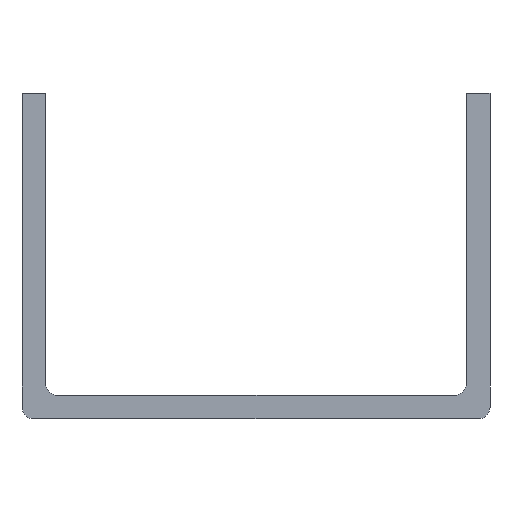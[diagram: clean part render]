
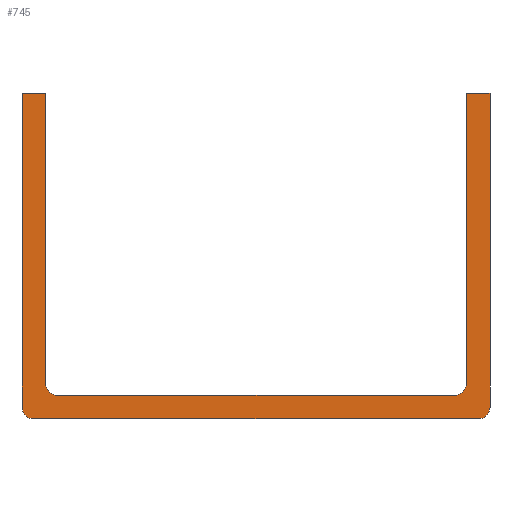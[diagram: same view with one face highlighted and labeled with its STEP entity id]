
A CAD part, front view. The second image highlights one B-rep face of the part: STEP entity #745.
In plain terms, the highlighted planar face has unit normal (0, -1, 0).
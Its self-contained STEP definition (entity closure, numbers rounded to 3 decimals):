
#18 = EDGE_CURVE ( 'NONE', #47, #1873, #522, .T. ) ;
#47 = VERTEX_POINT ( 'NONE', #645 ) ;
#62 = DIRECTION ( 'NONE',  ( 1., 0., 0. ) ) ;
#95 = PLANE ( 'NONE',  #896 ) ;
#106 = DIRECTION ( 'NONE',  ( 0., 1., 0. ) ) ;
#109 = DIRECTION ( 'NONE',  ( -1., 0., 0. ) ) ;
#123 = LINE ( 'NONE', #1641, #1293 ) ;
#124 = EDGE_CURVE ( 'NONE', #1194, #2107, #545, .T. ) ;
#185 = EDGE_CURVE ( 'NONE', #1367, #1051, #537, .T. ) ;
#210 = DIRECTION ( 'NONE',  ( 0., 0., 1. ) ) ;
#222 = CIRCLE ( 'NONE', #1722, 2. ) ;
#246 = EDGE_CURVE ( 'NONE', #719, #1051, #533, .T. ) ;
#263 = CARTESIAN_POINT ( 'NONE',  ( 37.5, -200., -27.5 ) ) ;
#274 = CARTESIAN_POINT ( 'NONE',  ( 37.5, -200., -25.5 ) ) ;
#287 = EDGE_CURVE ( 'NONE', #913, #1647, #1451, .T. ) ;
#319 = VECTOR ( 'NONE', #330, 1000. ) ;
#330 = DIRECTION ( 'NONE',  ( 0., 0., -1. ) ) ;
#346 = ORIENTED_EDGE ( 'NONE', *, *, #287, .F. ) ;
#367 = CARTESIAN_POINT ( 'NONE',  ( -39.5, -200., 27.5 ) ) ;
#373 = VERTEX_POINT ( 'NONE', #1461 ) ;
#388 = CARTESIAN_POINT ( 'NONE',  ( -33.5, -200., -21.5 ) ) ;
#410 = ORIENTED_EDGE ( 'NONE', *, *, #246, .F. ) ;
#430 = DIRECTION ( 'NONE',  ( 0., 0., -1. ) ) ;
#437 = VECTOR ( 'NONE', #2134, 1000. ) ;
#502 = ORIENTED_EDGE ( 'NONE', *, *, #1054, .T. ) ;
#522 = LINE ( 'NONE', #1526, #319 ) ;
#529 = ORIENTED_EDGE ( 'NONE', *, *, #1102, .T. ) ;
#533 = LINE ( 'NONE', #1233, #1098 ) ;
#537 = CIRCLE ( 'NONE', #2169, 2. ) ;
#545 = LINE ( 'NONE', #1730, #995 ) ;
#616 = AXIS2_PLACEMENT_3D ( 'NONE', #274, #955, #1783 ) ;
#623 = ORIENTED_EDGE ( 'NONE', *, *, #2035, .T. ) ;
#645 = CARTESIAN_POINT ( 'NONE',  ( 35.5, -200., 27.5 ) ) ;
#654 = VECTOR ( 'NONE', #1482, 1000. ) ;
#719 = VERTEX_POINT ( 'NONE', #263 ) ;
#730 = CIRCLE ( 'NONE', #616, 2. ) ;
#736 = CARTESIAN_POINT ( 'NONE',  ( 0., -200., 27.5 ) ) ;
#745 = ADVANCED_FACE ( 'NONE', ( #1458 ), #95, .F. ) ;
#751 = CARTESIAN_POINT ( 'NONE',  ( 0., -200., 27.5 ) ) ;
#768 = DIRECTION ( 'NONE',  ( 0., 0., 1. ) ) ;
#808 = CARTESIAN_POINT ( 'NONE',  ( 35.5, -200., -21.5 ) ) ;
#812 = VERTEX_POINT ( 'NONE', #1145 ) ;
#817 = EDGE_CURVE ( 'NONE', #1873, #2107, #222, .T. ) ;
#872 = CARTESIAN_POINT ( 'NONE',  ( 39.5, -200., 27.5 ) ) ;
#877 = DIRECTION ( 'NONE',  ( 0., -1., 0. ) ) ;
#896 = AXIS2_PLACEMENT_3D ( 'NONE', #1967, #106, #768 ) ;
#911 = AXIS2_PLACEMENT_3D ( 'NONE', #388, #1737, #210 ) ;
#913 = VERTEX_POINT ( 'NONE', #872 ) ;
#943 = ORIENTED_EDGE ( 'NONE', *, *, #1203, .T. ) ;
#955 = DIRECTION ( 'NONE',  ( 0., -1., 0. ) ) ;
#995 = VECTOR ( 'NONE', #62, 1000. ) ;
#1048 = CARTESIAN_POINT ( 'NONE',  ( -37.5, -200., -27.5 ) ) ;
#1051 = VERTEX_POINT ( 'NONE', #1048 ) ;
#1054 = EDGE_CURVE ( 'NONE', #812, #1517, #1743, .T. ) ;
#1060 = DIRECTION ( 'NONE',  ( -1., 0., 0. ) ) ;
#1073 = DIRECTION ( 'NONE',  ( 0., 0., 1. ) ) ;
#1098 = VECTOR ( 'NONE', #1909, 1000. ) ;
#1102 = EDGE_CURVE ( 'NONE', #373, #812, #1813, .T. ) ;
#1104 = CARTESIAN_POINT ( 'NONE',  ( 39.5, -200., -25.5 ) ) ;
#1130 = EDGE_CURVE ( 'NONE', #1517, #1367, #123, .T. ) ;
#1145 = CARTESIAN_POINT ( 'NONE',  ( -35.5, -200., 27.5 ) ) ;
#1157 = ORIENTED_EDGE ( 'NONE', *, *, #185, .T. ) ;
#1194 = VERTEX_POINT ( 'NONE', #1804 ) ;
#1203 = EDGE_CURVE ( 'NONE', #719, #1647, #730, .T. ) ;
#1233 = CARTESIAN_POINT ( 'NONE',  ( 0., -200., -27.5 ) ) ;
#1290 = VECTOR ( 'NONE', #109, 1000. ) ;
#1293 = VECTOR ( 'NONE', #430, 1000. ) ;
#1367 = VERTEX_POINT ( 'NONE', #1878 ) ;
#1368 = EDGE_LOOP ( 'NONE', ( #2180, #1157, #410, #943, #346, #1987, #1457, #1815, #2014, #623, #529, #502 ) ) ;
#1376 = DIRECTION ( 'NONE',  ( 0., 0., 1. ) ) ;
#1451 = LINE ( 'NONE', #1617, #654 ) ;
#1457 = ORIENTED_EDGE ( 'NONE', *, *, #18, .T. ) ;
#1458 = FACE_OUTER_BOUND ( 'NONE', #1368, .T. ) ;
#1461 = CARTESIAN_POINT ( 'NONE',  ( -35.5, -200., -21.5 ) ) ;
#1482 = DIRECTION ( 'NONE',  ( 0., 0., -1. ) ) ;
#1517 = VERTEX_POINT ( 'NONE', #367 ) ;
#1526 = CARTESIAN_POINT ( 'NONE',  ( 35.5, -200., 0. ) ) ;
#1617 = CARTESIAN_POINT ( 'NONE',  ( 39.5, -200., 0. ) ) ;
#1635 = CARTESIAN_POINT ( 'NONE',  ( 33.5, -200., -23.5 ) ) ;
#1641 = CARTESIAN_POINT ( 'NONE',  ( -39.5, -200., 0. ) ) ;
#1647 = VERTEX_POINT ( 'NONE', #1104 ) ;
#1722 = AXIS2_PLACEMENT_3D ( 'NONE', #2183, #1723, #1376 ) ;
#1723 = DIRECTION ( 'NONE',  ( 0., 1., 0. ) ) ;
#1730 = CARTESIAN_POINT ( 'NONE',  ( 0., -200., -23.5 ) ) ;
#1737 = DIRECTION ( 'NONE',  ( 0., 1., 0. ) ) ;
#1739 = CARTESIAN_POINT ( 'NONE',  ( -37.5, -200., -25.5 ) ) ;
#1743 = LINE ( 'NONE', #736, #2106 ) ;
#1783 = DIRECTION ( 'NONE',  ( 0., 0., 1. ) ) ;
#1804 = CARTESIAN_POINT ( 'NONE',  ( -33.5, -200., -23.5 ) ) ;
#1813 = LINE ( 'NONE', #2123, #437 ) ;
#1815 = ORIENTED_EDGE ( 'NONE', *, *, #817, .T. ) ;
#1873 = VERTEX_POINT ( 'NONE', #808 ) ;
#1874 = CIRCLE ( 'NONE', #911, 2. ) ;
#1878 = CARTESIAN_POINT ( 'NONE',  ( -39.5, -200., -25.5 ) ) ;
#1909 = DIRECTION ( 'NONE',  ( -1., 0., 0. ) ) ;
#1967 = CARTESIAN_POINT ( 'NONE',  ( 0., -200., 0. ) ) ;
#1968 = LINE ( 'NONE', #751, #1290 ) ;
#1987 = ORIENTED_EDGE ( 'NONE', *, *, #2160, .T. ) ;
#2014 = ORIENTED_EDGE ( 'NONE', *, *, #124, .F. ) ;
#2035 = EDGE_CURVE ( 'NONE', #1194, #373, #1874, .T. ) ;
#2106 = VECTOR ( 'NONE', #1060, 1000. ) ;
#2107 = VERTEX_POINT ( 'NONE', #1635 ) ;
#2123 = CARTESIAN_POINT ( 'NONE',  ( -35.5, -200., 0. ) ) ;
#2134 = DIRECTION ( 'NONE',  ( 0., 0., 1. ) ) ;
#2160 = EDGE_CURVE ( 'NONE', #913, #47, #1968, .T. ) ;
#2169 = AXIS2_PLACEMENT_3D ( 'NONE', #1739, #877, #1073 ) ;
#2180 = ORIENTED_EDGE ( 'NONE', *, *, #1130, .T. ) ;
#2183 = CARTESIAN_POINT ( 'NONE',  ( 33.5, -200., -21.5 ) ) ;
